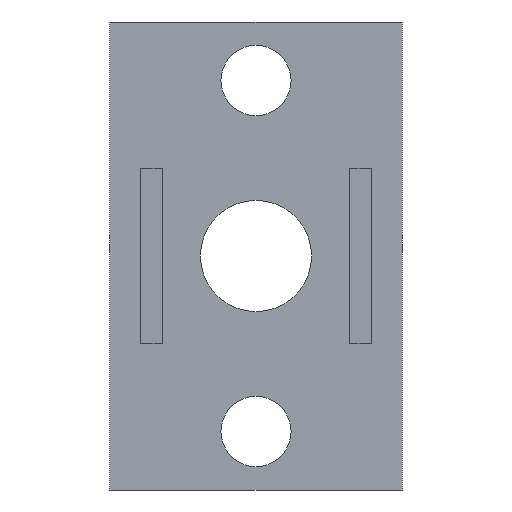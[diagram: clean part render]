
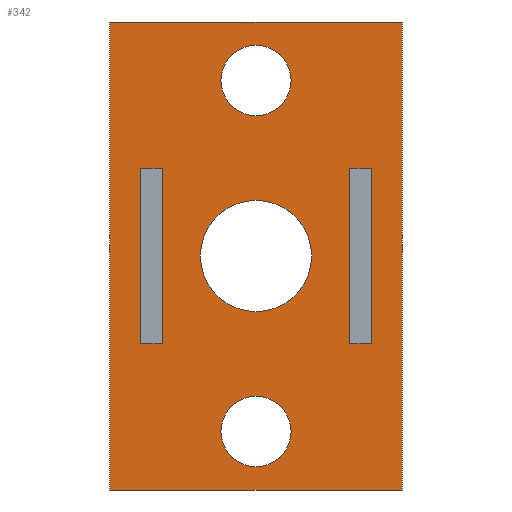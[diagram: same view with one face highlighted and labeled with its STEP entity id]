
A CAD part, front view. The second image highlights one B-rep face of the part: STEP entity #342.
In plain terms, the highlighted planar face has unit normal (0, -1, 0).
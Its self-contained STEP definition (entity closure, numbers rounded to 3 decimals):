
#34=CARTESIAN_POINT('',(-845.8,334.324,-60.95));
#35=VERTEX_POINT('',#34);
#50=CARTESIAN_POINT('',(-847.,334.324,-60.95));
#51=DIRECTION('',(-0.,1.,0.));
#52=DIRECTION('',(1.,0.,0.));
#53=AXIS2_PLACEMENT_3D('',#50,#51,#52);
#54=CIRCLE('',#53,1.2);
#55=EDGE_CURVE('',#35,#35,#54,.T.);
#65=CARTESIAN_POINT('',(-842.,334.324,-58.95));
#66=VERTEX_POINT('',#65);
#67=CARTESIAN_POINT('',(-852.,334.324,-58.95));
#68=VERTEX_POINT('',#67);
#69=CARTESIAN_POINT('',(-842.,334.324,-58.95));
#70=DIRECTION('',(-1.,0.,0.));
#71=VECTOR('',#70,10.);
#72=LINE('',#69,#71);
#73=EDGE_CURVE('',#66,#68,#72,.T.);
#105=CARTESIAN_POINT('',(-852.,334.324,-74.95));
#106=VERTEX_POINT('',#105);
#107=CARTESIAN_POINT('',(-842.,334.324,-74.95));
#108=VERTEX_POINT('',#107);
#109=CARTESIAN_POINT('',(-852.,334.324,-74.95));
#110=DIRECTION('',(1.,0.,-0.));
#111=VECTOR('',#110,10.);
#112=LINE('',#109,#111);
#113=EDGE_CURVE('',#106,#108,#112,.T.);
#145=CARTESIAN_POINT('',(-842.,334.324,-74.95));
#146=DIRECTION('',(0.,-0.,1.));
#147=VECTOR('',#146,16.);
#148=LINE('',#145,#147);
#149=EDGE_CURVE('',#108,#66,#148,.T.);
#167=CARTESIAN_POINT('',(-852.,334.324,-58.95));
#168=DIRECTION('',(0.,0.,-1.));
#169=VECTOR('',#168,16.);
#170=LINE('',#167,#169);
#171=EDGE_CURVE('',#68,#106,#170,.T.);
#226=CARTESIAN_POINT('',(-845.8,334.324,-72.95));
#227=VERTEX_POINT('',#226);
#236=CARTESIAN_POINT('',(-847.,334.324,-72.95));
#237=DIRECTION('',(-0.,1.,0.));
#238=DIRECTION('',(1.,0.,0.));
#239=AXIS2_PLACEMENT_3D('',#236,#237,#238);
#240=CIRCLE('',#239,1.2);
#241=EDGE_CURVE('',#227,#227,#240,.T.);
#246=CARTESIAN_POINT('',(-407.,334.324,128.05));
#247=DIRECTION('',(0.,1.,0.));
#248=DIRECTION('',(-1.,0.,0.));
#249=AXIS2_PLACEMENT_3D('',#246,#247,#248);
#250=PLANE('',#249);
#251=CARTESIAN_POINT('',(-850.2,334.324,-63.95));
#252=VERTEX_POINT('',#251);
#253=CARTESIAN_POINT('',(-850.95,334.324,-63.95));
#254=VERTEX_POINT('',#253);
#255=CARTESIAN_POINT('',(-850.2,334.324,-63.95));
#256=DIRECTION('',(-1.,0.,0.));
#257=VECTOR('',#256,0.75);
#258=LINE('',#255,#257);
#259=EDGE_CURVE('',#252,#254,#258,.T.);
#260=ORIENTED_EDGE('',*,*,#259,.F.);
#261=CARTESIAN_POINT('',(-850.2,334.324,-69.95));
#262=VERTEX_POINT('',#261);
#263=CARTESIAN_POINT('',(-850.2,334.324,-63.95));
#264=DIRECTION('',(0.,0.,-1.));
#265=VECTOR('',#264,6.);
#266=LINE('',#263,#265);
#267=EDGE_CURVE('',#252,#262,#266,.T.);
#268=ORIENTED_EDGE('',*,*,#267,.T.);
#269=CARTESIAN_POINT('',(-850.95,334.324,-69.95));
#270=VERTEX_POINT('',#269);
#271=CARTESIAN_POINT('',(-850.2,334.324,-69.95));
#272=DIRECTION('',(-1.,0.,0.));
#273=VECTOR('',#272,0.75);
#274=LINE('',#271,#273);
#275=EDGE_CURVE('',#262,#270,#274,.T.);
#276=ORIENTED_EDGE('',*,*,#275,.T.);
#277=CARTESIAN_POINT('',(-850.95,334.324,-63.95));
#278=DIRECTION('',(0.,0.,-1.));
#279=VECTOR('',#278,6.);
#280=LINE('',#277,#279);
#281=EDGE_CURVE('',#254,#270,#280,.T.);
#282=ORIENTED_EDGE('',*,*,#281,.F.);
#283=EDGE_LOOP('',(#260,#268,#276,#282));
#284=FACE_BOUND('',#283,.T.);
#285=CARTESIAN_POINT('',(-843.8,334.324,-69.95));
#286=VERTEX_POINT('',#285);
#287=CARTESIAN_POINT('',(-843.8,334.324,-63.95));
#288=VERTEX_POINT('',#287);
#289=CARTESIAN_POINT('',(-843.8,334.324,-69.95));
#290=DIRECTION('',(0.,-0.,1.));
#291=VECTOR('',#290,6.);
#292=LINE('',#289,#291);
#293=EDGE_CURVE('',#286,#288,#292,.T.);
#294=ORIENTED_EDGE('',*,*,#293,.T.);
#295=CARTESIAN_POINT('',(-843.05,334.324,-63.95));
#296=VERTEX_POINT('',#295);
#297=CARTESIAN_POINT('',(-843.8,334.324,-63.95));
#298=DIRECTION('',(1.,0.,-0.));
#299=VECTOR('',#298,0.75);
#300=LINE('',#297,#299);
#301=EDGE_CURVE('',#288,#296,#300,.T.);
#302=ORIENTED_EDGE('',*,*,#301,.T.);
#303=CARTESIAN_POINT('',(-843.05,334.324,-69.95));
#304=VERTEX_POINT('',#303);
#305=CARTESIAN_POINT('',(-843.05,334.324,-63.95));
#306=DIRECTION('',(0.,0.,-1.));
#307=VECTOR('',#306,6.);
#308=LINE('',#305,#307);
#309=EDGE_CURVE('',#296,#304,#308,.T.);
#310=ORIENTED_EDGE('',*,*,#309,.T.);
#311=CARTESIAN_POINT('',(-843.8,334.324,-69.95));
#312=DIRECTION('',(1.,0.,-0.));
#313=VECTOR('',#312,0.75);
#314=LINE('',#311,#313);
#315=EDGE_CURVE('',#286,#304,#314,.T.);
#316=ORIENTED_EDGE('',*,*,#315,.F.);
#317=EDGE_LOOP('',(#294,#302,#310,#316));
#318=FACE_BOUND('',#317,.T.);
#319=CARTESIAN_POINT('',(-845.1,334.324,-66.95));
#320=VERTEX_POINT('',#319);
#321=CARTESIAN_POINT('',(-847.,334.324,-66.95));
#322=DIRECTION('',(-0.,1.,0.));
#323=DIRECTION('',(1.,0.,0.));
#324=AXIS2_PLACEMENT_3D('',#321,#322,#323);
#325=CIRCLE('',#324,1.9);
#326=EDGE_CURVE('',#320,#320,#325,.T.);
#327=ORIENTED_EDGE('',*,*,#326,.T.);
#328=EDGE_LOOP('',(#327));
#329=FACE_BOUND('',#328,.T.);
#330=ORIENTED_EDGE('',*,*,#241,.T.);
#331=EDGE_LOOP('',(#330));
#332=FACE_BOUND('',#331,.T.);
#333=ORIENTED_EDGE('',*,*,#149,.T.);
#334=ORIENTED_EDGE('',*,*,#73,.T.);
#335=ORIENTED_EDGE('',*,*,#171,.T.);
#336=ORIENTED_EDGE('',*,*,#113,.T.);
#337=EDGE_LOOP('',(#333,#334,#335,#336));
#338=FACE_BOUND('',#337,.T.);
#339=ORIENTED_EDGE('',*,*,#55,.T.);
#340=EDGE_LOOP('',(#339));
#341=FACE_BOUND('',#340,.T.);
#342=ADVANCED_FACE('',(#284,#318,#329,#332,#338,#341),#250,.F.);
